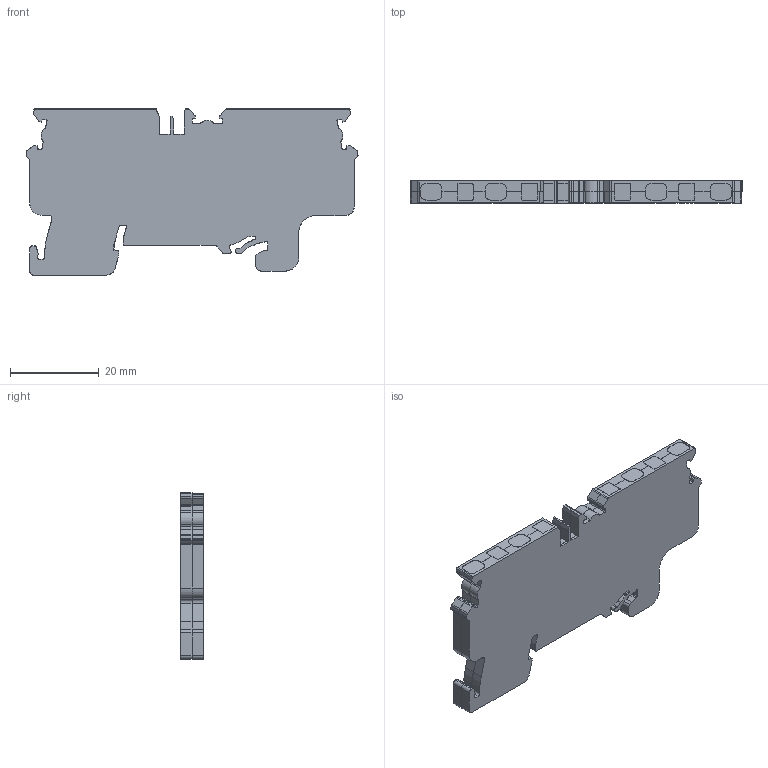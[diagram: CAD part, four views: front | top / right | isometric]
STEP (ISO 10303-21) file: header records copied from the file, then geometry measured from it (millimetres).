
FILE_DESCRIPTION(/* description */ ('Unknown'),/* implementation_level */ '2;1');
FILE_NAME(/* name */ 'CXG2.5_4',/* time_stamp */ '2019-12-21T12:10:46+06:00',/* author */ ('Unknown'),/* organization */ ('Unknown'),/* preprocessor_version */ 'ST-DEVELOPER v16',/* originating_system */ 'DEX',/* authorisation */ $);
FILE_SCHEMA (('AP242_MANAGED_MODEL_BASED_3D_ENGINEERING_MIM_LF { 1 0 10303 442 20130219 1 4 }'));
Length unit declared in the file: millimetre
Products named in the file (1): CXG2
Bounding box: 74.7 x 5 x 37.4 mm (x, y, z)
Volume: 11017 mm3; surface area: 5964 mm2
Topology: 1 solids, 1 shells, 448 faces, 1341 edges, 896 vertices
Faces by surface type: plane 243, cylinder 204, bspline 1
Entity records: 18350 total; most frequent: CARTESIAN_POINT 2696, ORIENTED_EDGE 2682, DIRECTION 2646, EDGE_CURVE 1341, LINE 930, VECTOR 930, VERTEX_POINT 896, AXIS2_PLACEMENT_3D 858
